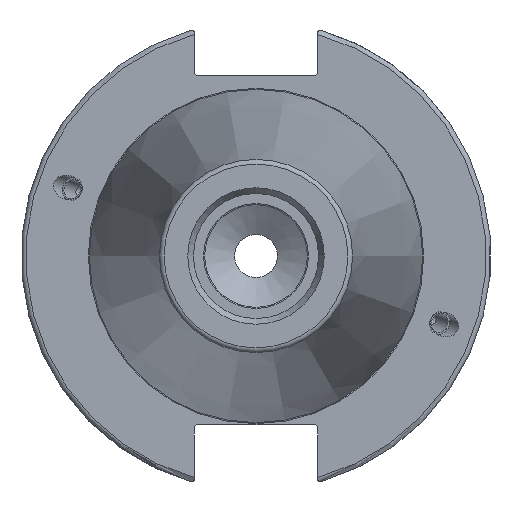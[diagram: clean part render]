
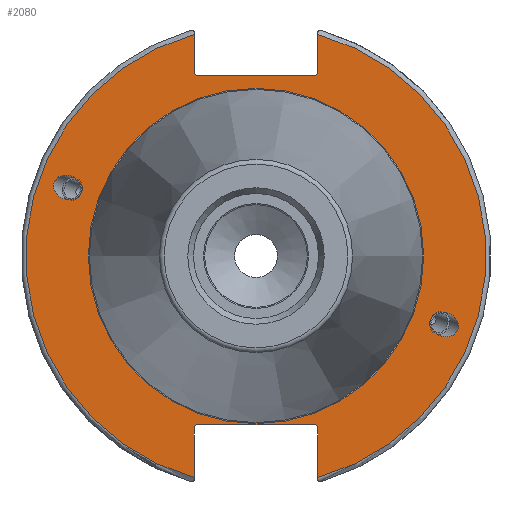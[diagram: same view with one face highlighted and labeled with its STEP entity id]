
A CAD part, left-side view. The second image highlights one B-rep face of the part: STEP entity #2080.
In plain terms, the highlighted planar face has unit normal (-1, 0, 0).
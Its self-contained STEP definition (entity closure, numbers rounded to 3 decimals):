
#31=ELLIPSE('',#2287,3.052,2.5);
#32=ELLIPSE('',#2326,3.052,2.5);
#107=FACE_BOUND('',#557,.T.);
#108=FACE_BOUND('',#558,.T.);
#109=FACE_BOUND('',#559,.T.);
#125=PLANE('',#2344);
#204=LINE('',#3906,#305);
#205=LINE('',#3908,#306);
#206=LINE('',#3910,#307);
#207=LINE('',#3912,#308);
#208=LINE('',#3914,#309);
#209=LINE('',#3918,#310);
#210=LINE('',#3920,#311);
#211=LINE('',#3922,#312);
#212=LINE('',#3924,#313);
#213=LINE('',#3925,#314);
#305=VECTOR('',#2881,10.);
#306=VECTOR('',#2882,10.);
#307=VECTOR('',#2883,10.);
#308=VECTOR('',#2884,10.);
#309=VECTOR('',#2885,10.);
#310=VECTOR('',#2888,10.);
#311=VECTOR('',#2889,10.);
#312=VECTOR('',#2890,10.);
#313=VECTOR('',#2891,10.);
#314=VECTOR('',#2892,10.);
#438=FACE_OUTER_BOUND('',#556,.T.);
#556=EDGE_LOOP('',(#1744,#1745,#1746,#1747,#1748,#1749,#1750,#1751,#1752,
#1753,#1754,#1755));
#557=EDGE_LOOP('',(#1756));
#558=EDGE_LOOP('',(#1757));
#559=EDGE_LOOP('',(#1758,#1759));
#741=CIRCLE('',#2340,35.125);
#742=CIRCLE('',#2341,35.125);
#745=CIRCLE('',#2345,48.213);
#746=CIRCLE('',#2346,48.213);
#899=VERTEX_POINT('',#3597);
#942=VERTEX_POINT('',#3866);
#951=VERTEX_POINT('',#3893);
#952=VERTEX_POINT('',#3895);
#954=VERTEX_POINT('',#3902);
#955=VERTEX_POINT('',#3903);
#956=VERTEX_POINT('',#3905);
#957=VERTEX_POINT('',#3907);
#958=VERTEX_POINT('',#3909);
#959=VERTEX_POINT('',#3911);
#960=VERTEX_POINT('',#3913);
#961=VERTEX_POINT('',#3915);
#962=VERTEX_POINT('',#3917);
#963=VERTEX_POINT('',#3919);
#964=VERTEX_POINT('',#3921);
#965=VERTEX_POINT('',#3923);
#1167=EDGE_CURVE('',#899,#899,#31,.T.);
#1223=EDGE_CURVE('',#942,#942,#32,.T.);
#1236=EDGE_CURVE('',#951,#952,#741,.T.);
#1237=EDGE_CURVE('',#952,#951,#742,.T.);
#1240=EDGE_CURVE('',#954,#955,#745,.T.);
#1241=EDGE_CURVE('',#954,#956,#204,.T.);
#1242=EDGE_CURVE('',#957,#956,#205,.T.);
#1243=EDGE_CURVE('',#957,#958,#206,.T.);
#1244=EDGE_CURVE('',#959,#958,#207,.T.);
#1245=EDGE_CURVE('',#959,#960,#208,.T.);
#1246=EDGE_CURVE('',#961,#960,#746,.T.);
#1247=EDGE_CURVE('',#961,#962,#209,.T.);
#1248=EDGE_CURVE('',#963,#962,#210,.T.);
#1249=EDGE_CURVE('',#963,#964,#211,.T.);
#1250=EDGE_CURVE('',#965,#964,#212,.T.);
#1251=EDGE_CURVE('',#965,#955,#213,.T.);
#1744=ORIENTED_EDGE('',*,*,#1240,.F.);
#1745=ORIENTED_EDGE('',*,*,#1241,.T.);
#1746=ORIENTED_EDGE('',*,*,#1242,.F.);
#1747=ORIENTED_EDGE('',*,*,#1243,.T.);
#1748=ORIENTED_EDGE('',*,*,#1244,.F.);
#1749=ORIENTED_EDGE('',*,*,#1245,.T.);
#1750=ORIENTED_EDGE('',*,*,#1246,.F.);
#1751=ORIENTED_EDGE('',*,*,#1247,.T.);
#1752=ORIENTED_EDGE('',*,*,#1248,.F.);
#1753=ORIENTED_EDGE('',*,*,#1249,.T.);
#1754=ORIENTED_EDGE('',*,*,#1250,.F.);
#1755=ORIENTED_EDGE('',*,*,#1251,.T.);
#1756=ORIENTED_EDGE('',*,*,#1167,.T.);
#1757=ORIENTED_EDGE('',*,*,#1223,.T.);
#1758=ORIENTED_EDGE('',*,*,#1237,.F.);
#1759=ORIENTED_EDGE('',*,*,#1236,.F.);
#2080=ADVANCED_FACE('',(#438,#107,#108,#109),#125,.T.);
#2287=AXIS2_PLACEMENT_3D('',#3599,#2743,#2744);
#2326=AXIS2_PLACEMENT_3D('',#3868,#2837,#2838);
#2340=AXIS2_PLACEMENT_3D('',#3896,#2869,#2870);
#2341=AXIS2_PLACEMENT_3D('',#3897,#2871,#2872);
#2344=AXIS2_PLACEMENT_3D('',#3901,#2877,#2878);
#2345=AXIS2_PLACEMENT_3D('',#3904,#2879,#2880);
#2346=AXIS2_PLACEMENT_3D('',#3916,#2886,#2887);
#2743=DIRECTION('center_axis',(1.,0.,0.));
#2744=DIRECTION('ref_axis',(0.,-0.94,-0.342));
#2837=DIRECTION('center_axis',(1.,0.,0.));
#2838=DIRECTION('ref_axis',(0.,0.94,0.342));
#2869=DIRECTION('center_axis',(-1.,0.,0.));
#2870=DIRECTION('ref_axis',(0.,-1.,0.));
#2871=DIRECTION('center_axis',(-1.,0.,0.));
#2872=DIRECTION('ref_axis',(0.,-1.,0.));
#2877=DIRECTION('center_axis',(-1.,0.,0.));
#2878=DIRECTION('ref_axis',(0.,0.,1.));
#2879=DIRECTION('center_axis',(1.,0.,0.));
#2880=DIRECTION('ref_axis',(0.,-1.,0.));
#2881=DIRECTION('',(0.,0.,-1.));
#2882=DIRECTION('',(0.,-0.707,0.707));
#2883=DIRECTION('',(0.,1.,0.));
#2884=DIRECTION('',(0.,-0.707,-0.707));
#2885=DIRECTION('',(0.,0.,1.));
#2886=DIRECTION('center_axis',(1.,0.,0.));
#2887=DIRECTION('ref_axis',(0.,1.,0.));
#2888=DIRECTION('',(0.,0.,1.));
#2889=DIRECTION('',(0.,0.707,-0.707));
#2890=DIRECTION('',(0.,-1.,0.));
#2891=DIRECTION('',(0.,0.707,0.707));
#2892=DIRECTION('',(0.,0.,-1.));
#3597=CARTESIAN_POINT('',(3.175,-36.599,-13.321));
#3599=CARTESIAN_POINT('Origin',(3.175,-39.467,-14.365));
#3866=CARTESIAN_POINT('',(3.175,36.599,13.321));
#3868=CARTESIAN_POINT('Origin',(3.175,39.467,14.365));
#3893=CARTESIAN_POINT('',(3.175,0.,35.125));
#3895=CARTESIAN_POINT('',(3.175,35.125,0.));
#3896=CARTESIAN_POINT('Origin',(3.175,0.,0.));
#3897=CARTESIAN_POINT('Origin',(3.175,0.,0.));
#3901=CARTESIAN_POINT('Origin',(3.175,49.213,0.));
#3902=CARTESIAN_POINT('',(3.175,-12.95,46.441));
#3903=CARTESIAN_POINT('',(3.175,-12.95,-46.441));
#3904=CARTESIAN_POINT('Origin',(3.175,0.,0.));
#3905=CARTESIAN_POINT('',(3.175,-12.95,38.219));
#3906=CARTESIAN_POINT('',(3.175,-12.95,18.86));
#3907=CARTESIAN_POINT('',(3.175,-12.45,37.719));
#3908=CARTESIAN_POINT('',(3.175,12.27,12.999));
#3909=CARTESIAN_POINT('',(3.175,12.45,37.719));
#3910=CARTESIAN_POINT('',(3.175,24.606,37.719));
#3911=CARTESIAN_POINT('',(3.175,12.95,38.219));
#3912=CARTESIAN_POINT('',(3.175,12.336,37.605));
#3913=CARTESIAN_POINT('',(3.175,12.95,46.441));
#3914=CARTESIAN_POINT('',(3.175,12.95,18.86));
#3915=CARTESIAN_POINT('',(3.175,12.95,-46.441));
#3916=CARTESIAN_POINT('Origin',(3.175,0.,0.));
#3917=CARTESIAN_POINT('',(3.175,12.95,-35.806));
#3918=CARTESIAN_POINT('',(3.175,12.95,-17.653));
#3919=CARTESIAN_POINT('',(3.175,12.45,-35.306));
#3920=CARTESIAN_POINT('',(3.175,12.939,-35.795));
#3921=CARTESIAN_POINT('',(3.175,-12.45,-35.306));
#3922=CARTESIAN_POINT('',(3.175,24.606,-35.306));
#3923=CARTESIAN_POINT('',(3.175,-12.95,-35.806));
#3924=CARTESIAN_POINT('',(3.175,11.667,-11.189));
#3925=CARTESIAN_POINT('',(3.175,-12.95,-17.653));
